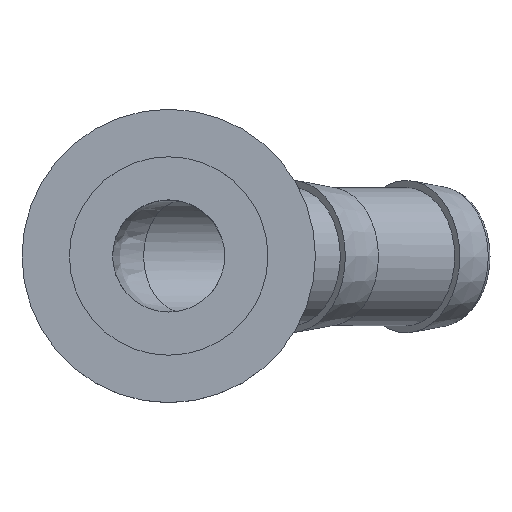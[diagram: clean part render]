
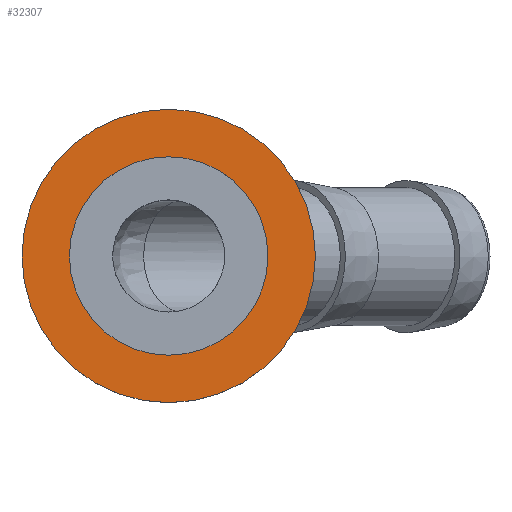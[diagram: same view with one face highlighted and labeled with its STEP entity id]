
A CAD part, top view. The second image highlights one B-rep face of the part: STEP entity #32307.
In plain terms, the highlighted planar face has unit normal (0, 0, 1).
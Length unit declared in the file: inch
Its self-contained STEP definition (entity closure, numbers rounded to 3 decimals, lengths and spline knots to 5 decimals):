
#3884=CARTESIAN_POINT('',(-1.02,0.0,0.));
#3885=VERTEX_POINT('',#3884);
#3886=CARTESIAN_POINT('',(0.,0.0,0.));
#3887=DIRECTION('',(0.0,0.0,-1.0));
#3888=DIRECTION('',(-1.0,0.0,0.0));
#3889=AXIS2_PLACEMENT_3D('',#3886,#3887,#3888);
#3890=CIRCLE('',#3889,1.02);
#3891=EDGE_CURVE('',#3885,#3885,#3890,.T.);
#31946=CARTESIAN_POINT('',(0.69,0.0,0.0));
#31947=VERTEX_POINT('',#31946);
#31948=CARTESIAN_POINT('',(0.,0.0,0.0));
#31949=DIRECTION('',(0.0,0.0,-1.0));
#31950=DIRECTION('',(1.0,0.0,0.0));
#31951=AXIS2_PLACEMENT_3D('',#31948,#31949,#31950);
#31952=CIRCLE('',#31951,0.69);
#31953=EDGE_CURVE('',#31947,#31947,#31952,.T.);
#32296=CARTESIAN_POINT('',(0.0,0.0,0.0));
#32297=DIRECTION('',(0.0,0.0,-1.0));
#32298=DIRECTION('',(-1.0,0.0,0.0));
#32299=AXIS2_PLACEMENT_3D('',#32296,#32297,#32298);
#32300=PLANE('',#32299);
#32301=ORIENTED_EDGE('',*,*,#3891,.F.);
#32302=EDGE_LOOP('',(#32301));
#32303=FACE_OUTER_BOUND('',#32302,.T.);
#32304=ORIENTED_EDGE('',*,*,#31953,.T.);
#32305=EDGE_LOOP('',(#32304));
#32306=FACE_BOUND('',#32305,.T.);
#32307=ADVANCED_FACE('',(#32303,#32306),#32300,.F.);
